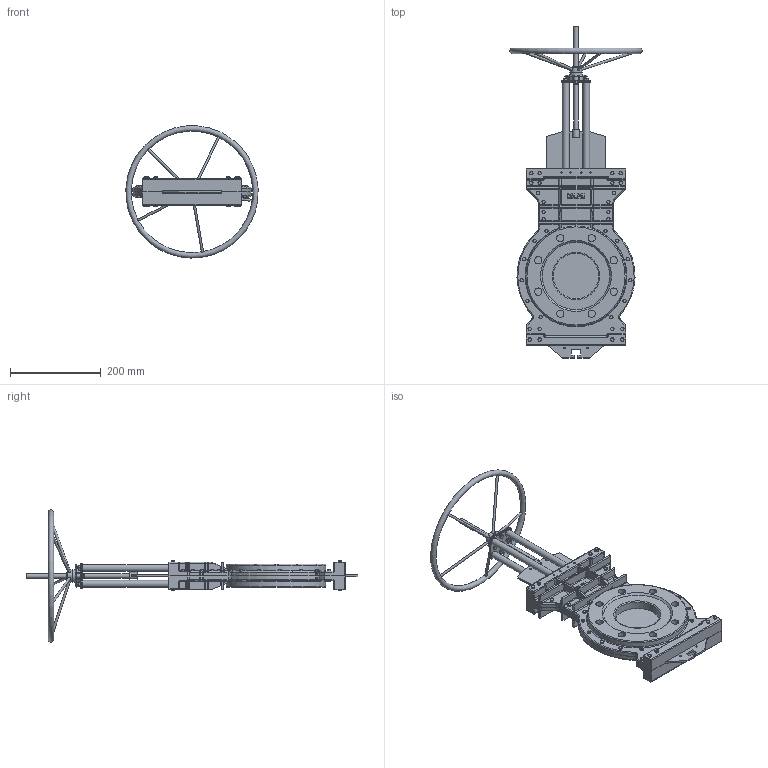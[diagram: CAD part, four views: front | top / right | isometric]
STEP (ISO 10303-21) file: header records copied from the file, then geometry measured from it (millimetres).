
FILE_DESCRIPTION(/* description */ (''),/* implementation_level */ '2;1');
FILE_NAME(/* name */ 'DN100_3D_STEP.stp',/* time_stamp */ '2024-12-01T18:45:01+03:00',/* author */ ('igorr'),/* organization */ (''),/* preprocessor_version */ 'ST-DEVELOPER v20',/* originating_system */ 'Autodesk Inventor 2025',/* authorisation */ '');
FILE_SCHEMA (('AUTOMOTIVE_DESIGN { 1 0 10303 214 3 1 1 }'));
Length unit declared in the file: millimetre
Products named in the file (6): Сборка; Деталь; Деталь1; AS 1110 - M5 x 10; AS 1110 - M6 x 12; AS 1110 - M4 x 8
Assembly tree (82 placements, depth 2):
  Сборка
    Деталь
    Деталь1
    AS 1110 - M4 x 8  x72
    AS 1110 - M6 x 12  x4
    AS 1110 - M5 x 10  x4
Bounding box: 291.13 x 730.75 x 290.97 mm (x, y, z)
Volume: 3182487.5 mm3; surface area: 692498.7 mm2
Topology: 82 solids, 82 shells, 2949 faces, 6599 edges, 3914 vertices
Faces by surface type: plane 1497, cylinder 637, cone 564, torus 123, sphere 91, bspline 37
Full cylindrical faces by diameter (mm): 3 x8, 4 x76, 5 x69, 6 x4, 7 x72, 8 x4, 10 x6, 15 x6, 16 x16, 19.061 x1, 25 x1, 27 x1, 100 x2, 220 x2
Entity records: 35370 total; most frequent: CARTESIAN_POINT 7058, DIRECTION 6024, ORIENTED_EDGE 5342, EDGE_CURVE 2671, AXIS2_PLACEMENT_3D 2376, VERTEX_POINT 1604, EDGE_LOOP 1299, LINE 1272
